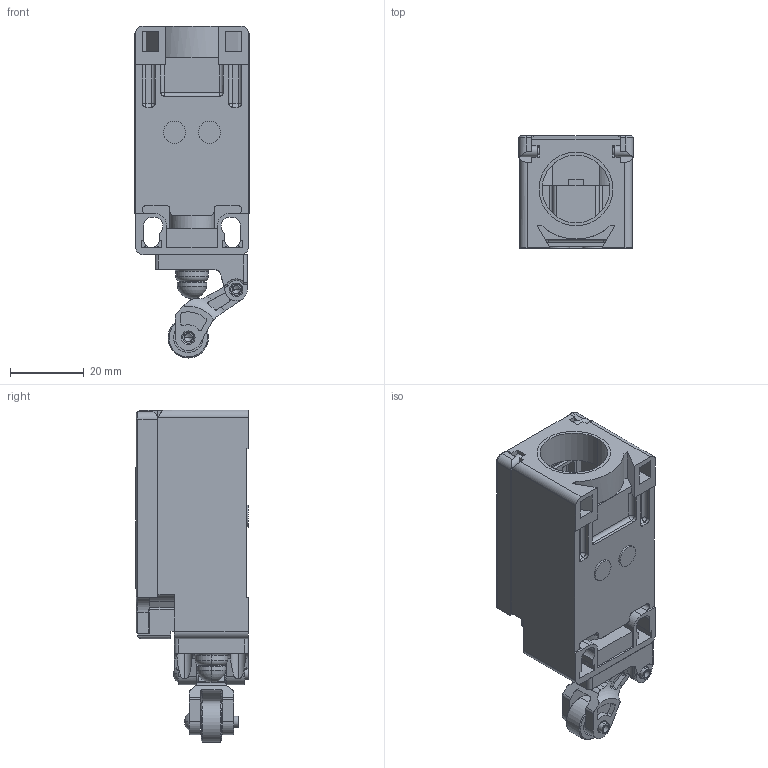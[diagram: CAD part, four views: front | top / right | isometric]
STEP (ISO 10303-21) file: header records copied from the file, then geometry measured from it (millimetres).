
FILE_DESCRIPTION((''),'2;1');
FILE_NAME('212893_ASM','2019-12-20T11:23:38',('PDMAdmin'),('BANNER ENGINEERING'),'CREO PARAMETRIC BY PTC INC, 2019292','CREO PARAMETRIC BY PTC INC, 2019292','');
FILE_SCHEMA(('CONFIG_CONTROL_DESIGN'));
Length unit declared in the file: millimetre
Products named in the file (18): SI-LS31LE11X_0001; SI-LS31RC10X_HSG; SI-LS31RC10X_CVR; SI-LS31RC10X_CVR_GAS; SI-LS31RC10X_CVR_ASM_ASM; SI-LS31RC10X_LABEL; SI-LS31RC10X_ROLLER_0001; SI-LS31RC10X_BODY_ASM_ASM; SI-LS31LE11X_ROLLER_BASE; SI-LS31LE11X_ROLLER_ARM; SI-LS31LE11X_ROLLER; SI-LS31LE11X_RIVOT_2; SI-LS31LE11X_RIVOT_1; SI-LS31LE11X_SCREW; SI-LS31LE11X_ROLLER_ASM_ASM; I88-HW-RO11_ASM_ASM; 93026_ASM; 212893_ASM
Assembly tree (20 placements, depth 6):
  212893_ASM
    93026_ASM
      I88-HW-RO11_ASM_ASM
        SI-LS31RC10X_BODY_ASM_ASM
          SI-LS31LE11X_0001
          SI-LS31RC10X_HSG
          SI-LS31RC10X_CVR_ASM_ASM
            SI-LS31RC10X_CVR
            SI-LS31RC10X_CVR_GAS
          SI-LS31RC10X_LABEL
          SI-LS31RC10X_ROLLER_0001
        SI-LS31LE11X_ROLLER_ASM_ASM
          SI-LS31LE11X_ROLLER_BASE
          SI-LS31LE11X_ROLLER_ARM
          SI-LS31LE11X_ROLLER
          SI-LS31LE11X_RIVOT_2
          SI-LS31LE11X_RIVOT_1
          SI-LS31LE11X_SCREW  x4
Bounding box: 31 x 30.5 x 90 mm (x, y, z)
Volume: 28812.2 mm3; surface area: 32905.6 mm2
Topology: 15 solids, 20 shells, 1343 faces, 3502 edges, 2165 vertices
Faces by surface type: plane 666, cylinder 453, cone 83, torus 75, sphere 62, bspline 4
Entity records: 37567 total; most frequent: CARTESIAN_POINT 7634, DIRECTION 6517, ORIENTED_EDGE 6044, EDGE_CURVE 3026, AXIS2_PLACEMENT_3D 2382, VERTEX_POINT 1934, VECTOR 1753, LINE 1753
